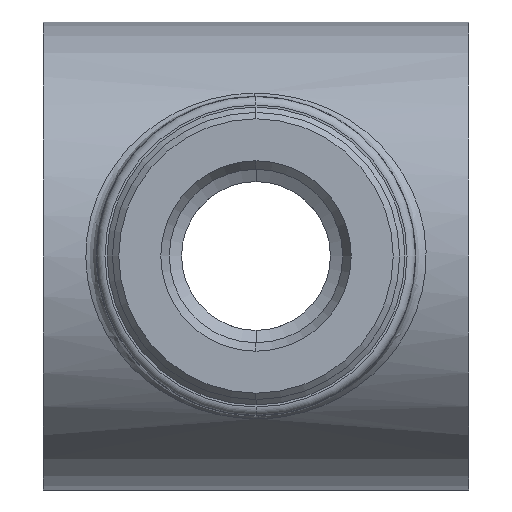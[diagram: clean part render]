
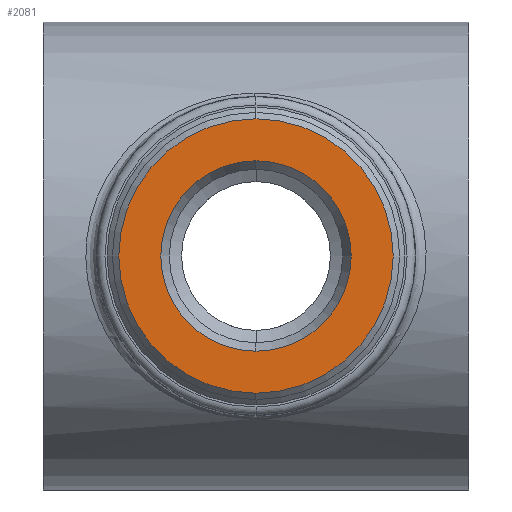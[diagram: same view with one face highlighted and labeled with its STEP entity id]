
A CAD part, left-side view. The second image highlights one B-rep face of the part: STEP entity #2081.
In plain terms, the highlighted planar face has unit normal (-1, 0, 0).
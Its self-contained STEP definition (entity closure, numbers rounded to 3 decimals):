
#416 = AXIS2_PLACEMENT_3D ( 'NONE', #419, #420, #435 ) ;
#419 = CARTESIAN_POINT ( 'NONE',  ( -26.7, 0., 0. ) ) ;
#420 = DIRECTION ( 'NONE',  ( 1., 0., 0. ) ) ;
#425 = CARTESIAN_POINT ( 'NONE',  ( -26.7, 0., -4.475 ) ) ;
#432 = CARTESIAN_POINT ( 'NONE',  ( -26.7, 0., 4.475 ) ) ;
#435 = DIRECTION ( 'NONE',  ( 0., 0., -1. ) ) ;
#469 = CIRCLE ( 'NONE', #416, 4.475 ) ;
#566 = CARTESIAN_POINT ( 'NONE',  ( -26.7, 0., 6.45 ) ) ;
#588 = CARTESIAN_POINT ( 'NONE',  ( -26.7, 0., -6.45 ) ) ;
#628 = DIRECTION ( 'NONE',  ( 0., 0., -1. ) ) ;
#629 = DIRECTION ( 'NONE',  ( 1., 0., 0. ) ) ;
#630 = CARTESIAN_POINT ( 'NONE',  ( -26.7, 0., 0. ) ) ;
#631 = AXIS2_PLACEMENT_3D ( 'NONE', #630, #629, #628 ) ;
#632 = CIRCLE ( 'NONE', #631, 6.45 ) ;
#637 = DIRECTION ( 'NONE',  ( 0., 0., 1. ) ) ;
#638 = DIRECTION ( 'NONE',  ( -1., 0., 0. ) ) ;
#639 = CARTESIAN_POINT ( 'NONE',  ( -26.7, 6.45, 0. ) ) ;
#641 = AXIS2_PLACEMENT_3D ( 'NONE', #639, #638, #637 ) ;
#642 = PLANE ( 'NONE',  #641 ) ;
#643 = FACE_OUTER_BOUND ( 'NONE', #2206, .T. ) ;
#644 = FACE_BOUND ( 'NONE', #2082, .T. ) ;
#1987 = EDGE_CURVE ( 'NONE', #2119, #2123, #4015, .T. ) ;
#1991 = EDGE_CURVE ( 'NONE', #2076, #2104, #4007, .T. ) ;
#1995 = ORIENTED_EDGE ( 'NONE', *, *, #1991, .F. ) ;
#2076 = VERTEX_POINT ( 'NONE', #566 ) ;
#2081 = ADVANCED_FACE ( 'NONE', ( #644, #643 ), #642, .T. ) ;
#2082 = EDGE_LOOP ( 'NONE', ( #2083, #2205 ) ) ;
#2083 = ORIENTED_EDGE ( 'NONE', *, *, #2122, .T. ) ;
#2084 = ORIENTED_EDGE ( 'NONE', *, *, #2111, .F. ) ;
#2104 = VERTEX_POINT ( 'NONE', #588 ) ;
#2111 = EDGE_CURVE ( 'NONE', #2104, #2076, #632, .T. ) ;
#2119 = VERTEX_POINT ( 'NONE', #425 ) ;
#2122 = EDGE_CURVE ( 'NONE', #2123, #2119, #469, .T. ) ;
#2123 = VERTEX_POINT ( 'NONE', #432 ) ;
#2205 = ORIENTED_EDGE ( 'NONE', *, *, #1987, .T. ) ;
#2206 = EDGE_LOOP ( 'NONE', ( #2084, #1995 ) ) ;
#3996 = DIRECTION ( 'NONE',  ( 0., 0., -1. ) ) ;
#3997 = DIRECTION ( 'NONE',  ( 1., 0., 0. ) ) ;
#3998 = CARTESIAN_POINT ( 'NONE',  ( -26.7, 0., 0. ) ) ;
#3999 = AXIS2_PLACEMENT_3D ( 'NONE', #3998, #3997, #3996 ) ;
#4005 = CARTESIAN_POINT ( 'NONE',  ( -26.7, 0., 0. ) ) ;
#4006 = AXIS2_PLACEMENT_3D ( 'NONE', #4005, #4016, #4010 ) ;
#4007 = CIRCLE ( 'NONE', #4006, 6.45 ) ;
#4010 = DIRECTION ( 'NONE',  ( 0., 0., -1. ) ) ;
#4015 = CIRCLE ( 'NONE', #3999, 4.475 ) ;
#4016 = DIRECTION ( 'NONE',  ( 1., 0., 0. ) ) ;
